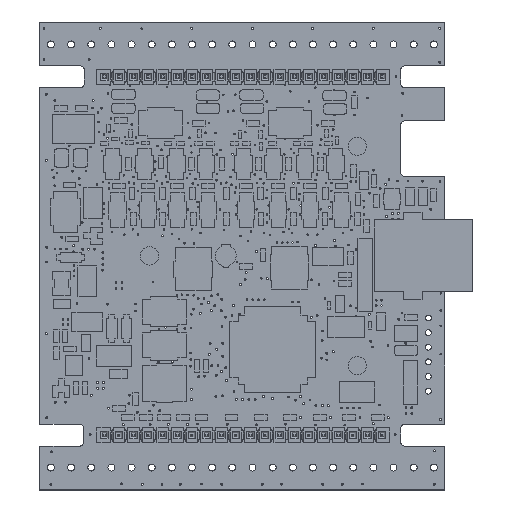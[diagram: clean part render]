
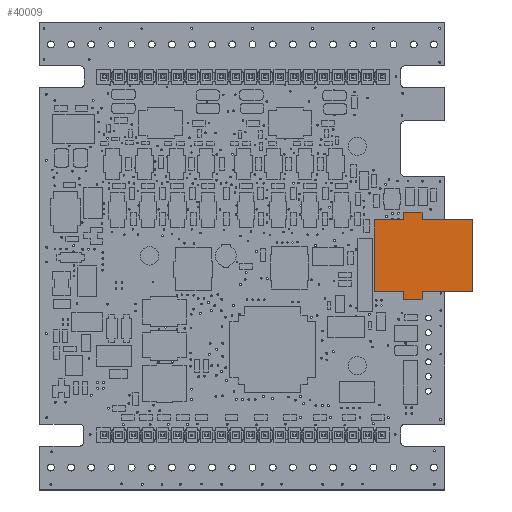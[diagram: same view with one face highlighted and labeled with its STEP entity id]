
A CAD part, top view. The second image highlights one B-rep face of the part: STEP entity #40009.
In plain terms, the highlighted planar face has unit normal (0, 0, 1).
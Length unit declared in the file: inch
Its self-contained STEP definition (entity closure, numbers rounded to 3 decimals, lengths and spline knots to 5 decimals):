
#5006 = EDGE_LOOP ( 'NONE', ( #20512, #20517, #20525, #20533, #20539, #20543, #20548, #20553, #20557, #20561, #20565, #20571 ) ) ;
#20512 = ORIENTED_EDGE ( 'NONE', *, *, #72364, .T. ) ;
#20517 = ORIENTED_EDGE ( 'NONE', *, *, #72374, .T. ) ;
#20525 = ORIENTED_EDGE ( 'NONE', *, *, #72380, .T. ) ;
#20533 = ORIENTED_EDGE ( 'NONE', *, *, #72386, .T. ) ;
#20539 = ORIENTED_EDGE ( 'NONE', *, *, #72393, .T. ) ;
#20543 = ORIENTED_EDGE ( 'NONE', *, *, #72399, .T. ) ;
#20548 = ORIENTED_EDGE ( 'NONE', *, *, #72405, .T. ) ;
#20553 = ORIENTED_EDGE ( 'NONE', *, *, #72412, .T. ) ;
#20557 = ORIENTED_EDGE ( 'NONE', *, *, #72419, .T. ) ;
#20561 = ORIENTED_EDGE ( 'NONE', *, *, #72425, .T. ) ;
#20565 = ORIENTED_EDGE ( 'NONE', *, *, #72431, .T. ) ;
#20571 = ORIENTED_EDGE ( 'NONE', *, *, #72435, .T. ) ;
#40009 = ADVANCED_FACE ( 'NONE', ( #63525 ), #62643, .T. ) ;
#40400 = CARTESIAN_POINT ( 'NONE',  ( 2.28626, 1.35393, 0.495 ) ) ;
#40405 = CARTESIAN_POINT ( 'NONE',  ( 2.28626, 1.84606, 0.495 ) ) ;
#40411 = CARTESIAN_POINT ( 'NONE',  ( 2.48793, 1.35393, 0.495 ) ) ;
#40448 = CARTESIAN_POINT ( 'NONE',  ( 2.48793, 1.30049, 0.495 ) ) ;
#40466 = CARTESIAN_POINT ( 'NONE',  ( 2.61293, 1.30049, 0.495 ) ) ;
#40478 = CARTESIAN_POINT ( 'NONE',  ( 2.61293, 1.35393, 0.495 ) ) ;
#40498 = CARTESIAN_POINT ( 'NONE',  ( 2.95555, 1.35393, 0.495 ) ) ;
#40514 = CARTESIAN_POINT ( 'NONE',  ( 2.95555, 1.84606, 0.495 ) ) ;
#40533 = CARTESIAN_POINT ( 'NONE',  ( 2.61293, 1.84606, 0.495 ) ) ;
#40544 = CARTESIAN_POINT ( 'NONE',  ( 2.61293, 1.8995, 0.495 ) ) ;
#40563 = CARTESIAN_POINT ( 'NONE',  ( 2.48793, 1.8995, 0.495 ) ) ;
#40581 = CARTESIAN_POINT ( 'NONE',  ( 2.48793, 1.84606, 0.495 ) ) ;
#56921 = AXIS2_PLACEMENT_3D ( 'NONE', #62664, #62665, #62666 ) ;
#62643 = PLANE ( 'NONE',  #56921 ) ;
#62664 = CARTESIAN_POINT ( 'NONE',  ( 0., 0., 0.495 ) ) ;
#62665 = DIRECTION ( 'NONE',  ( 0., 0., 1. ) ) ;
#62666 = DIRECTION ( 'NONE',  ( 1., 0., 0. ) ) ;
#63525 = FACE_OUTER_BOUND ( 'NONE', #5006, .T. ) ;
#72364 = EDGE_CURVE ( 'NONE', #134923, #134921, #95697, .T. ) ;
#72374 = EDGE_CURVE ( 'NONE', #134921, #134925, #95705, .T. ) ;
#72380 = EDGE_CURVE ( 'NONE', #134925, #134933, #95712, .T. ) ;
#72386 = EDGE_CURVE ( 'NONE', #134933, #134936, #95718, .T. ) ;
#72393 = EDGE_CURVE ( 'NONE', #134936, #134940, #95728, .T. ) ;
#72399 = EDGE_CURVE ( 'NONE', #134940, #134944, #95738, .T. ) ;
#72405 = EDGE_CURVE ( 'NONE', #134944, #134948, #95750, .T. ) ;
#72412 = EDGE_CURVE ( 'NONE', #134948, #134951, #95766, .T. ) ;
#72419 = EDGE_CURVE ( 'NONE', #134951, #134955, #95779, .T. ) ;
#72425 = EDGE_CURVE ( 'NONE', #134955, #134959, #95791, .T. ) ;
#72431 = EDGE_CURVE ( 'NONE', #134959, #134963, #95807, .T. ) ;
#72435 = EDGE_CURVE ( 'NONE', #134963, #134923, #95828, .T. ) ;
#93560 = CARTESIAN_POINT ( 'NONE',  ( 2.28626, 1.84606, 0.495 ) ) ;
#93585 = CARTESIAN_POINT ( 'NONE',  ( 2.28626, 1.35393, 0.495 ) ) ;
#93587 = DIRECTION ( 'NONE',  ( 0., -1., 0. ) ) ;
#93589 = CARTESIAN_POINT ( 'NONE',  ( 2.48793, 1.35393, 0.495 ) ) ;
#93601 = CARTESIAN_POINT ( 'NONE',  ( 2.48793, 1.30049, 0.495 ) ) ;
#93605 = DIRECTION ( 'NONE',  ( 1., 0., 0. ) ) ;
#93615 = CARTESIAN_POINT ( 'NONE',  ( 2.61293, 1.30049, 0.495 ) ) ;
#93618 = DIRECTION ( 'NONE',  ( 0., -1., 0. ) ) ;
#93629 = CARTESIAN_POINT ( 'NONE',  ( 2.61293, 1.35393, 0.495 ) ) ;
#93632 = DIRECTION ( 'NONE',  ( 1., 0., 0. ) ) ;
#93642 = CARTESIAN_POINT ( 'NONE',  ( 2.95555, 1.35393, 0.495 ) ) ;
#93646 = DIRECTION ( 'NONE',  ( 0., 1., 0. ) ) ;
#93656 = CARTESIAN_POINT ( 'NONE',  ( 2.95555, 1.84606, 0.495 ) ) ;
#93660 = DIRECTION ( 'NONE',  ( 1., 0., 0. ) ) ;
#93670 = CARTESIAN_POINT ( 'NONE',  ( 2.61293, 1.84606, 0.495 ) ) ;
#93674 = DIRECTION ( 'NONE',  ( 0., 1., 0. ) ) ;
#93683 = CARTESIAN_POINT ( 'NONE',  ( 2.61293, 1.8995, 0.495 ) ) ;
#93687 = DIRECTION ( 'NONE',  ( -1., 0., 0. ) ) ;
#93697 = CARTESIAN_POINT ( 'NONE',  ( 2.48793, 1.8995, 0.495 ) ) ;
#93701 = DIRECTION ( 'NONE',  ( 0., 1., 0. ) ) ;
#93715 = DIRECTION ( 'NONE',  ( -1., 0., 0. ) ) ;
#93728 = DIRECTION ( 'NONE',  ( 0., -1., 0. ) ) ;
#93737 = CARTESIAN_POINT ( 'NONE',  ( 2.48793, 1.84606, 0.495 ) ) ;
#93739 = DIRECTION ( 'NONE',  ( -1., 0., 0. ) ) ;
#95697 = LINE ( 'NONE', #93560, #95706 ) ;
#95705 = LINE ( 'NONE', #93585, #95715 ) ;
#95706 = VECTOR ( 'NONE', #93587, 39.37008 ) ;
#95712 = LINE ( 'NONE', #93589, #95722 ) ;
#95715 = VECTOR ( 'NONE', #93605, 39.37008 ) ;
#95718 = LINE ( 'NONE', #93601, #95731 ) ;
#95722 = VECTOR ( 'NONE', #93618, 39.37008 ) ;
#95728 = LINE ( 'NONE', #93615, #95744 ) ;
#95731 = VECTOR ( 'NONE', #93632, 39.37008 ) ;
#95738 = LINE ( 'NONE', #93629, #95757 ) ;
#95744 = VECTOR ( 'NONE', #93646, 39.37008 ) ;
#95750 = LINE ( 'NONE', #93642, #95772 ) ;
#95757 = VECTOR ( 'NONE', #93660, 39.37008 ) ;
#95766 = LINE ( 'NONE', #93656, #95785 ) ;
#95772 = VECTOR ( 'NONE', #93674, 39.37008 ) ;
#95779 = LINE ( 'NONE', #93670, #95798 ) ;
#95785 = VECTOR ( 'NONE', #93687, 39.37008 ) ;
#95791 = LINE ( 'NONE', #93683, #95813 ) ;
#95798 = VECTOR ( 'NONE', #93701, 39.37008 ) ;
#95807 = LINE ( 'NONE', #93697, #95826 ) ;
#95813 = VECTOR ( 'NONE', #93715, 39.37008 ) ;
#95826 = VECTOR ( 'NONE', #93728, 39.37008 ) ;
#95828 = LINE ( 'NONE', #93737, #95834 ) ;
#95834 = VECTOR ( 'NONE', #93739, 39.37008 ) ;
#134921 = VERTEX_POINT ( 'NONE', #40400 ) ;
#134923 = VERTEX_POINT ( 'NONE', #40405 ) ;
#134925 = VERTEX_POINT ( 'NONE', #40411 ) ;
#134933 = VERTEX_POINT ( 'NONE', #40448 ) ;
#134936 = VERTEX_POINT ( 'NONE', #40466 ) ;
#134940 = VERTEX_POINT ( 'NONE', #40478 ) ;
#134944 = VERTEX_POINT ( 'NONE', #40498 ) ;
#134948 = VERTEX_POINT ( 'NONE', #40514 ) ;
#134951 = VERTEX_POINT ( 'NONE', #40533 ) ;
#134955 = VERTEX_POINT ( 'NONE', #40544 ) ;
#134959 = VERTEX_POINT ( 'NONE', #40563 ) ;
#134963 = VERTEX_POINT ( 'NONE', #40581 ) ;
